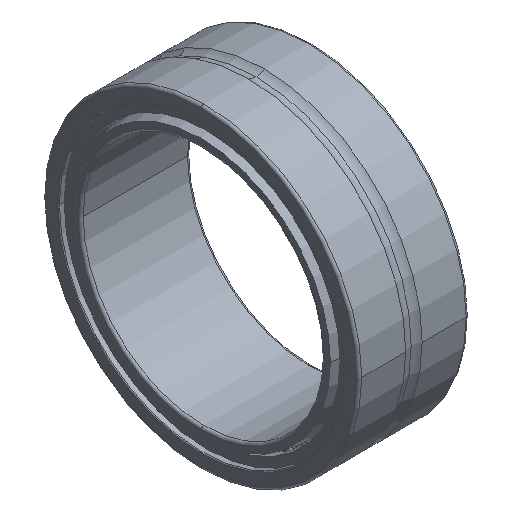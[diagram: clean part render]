
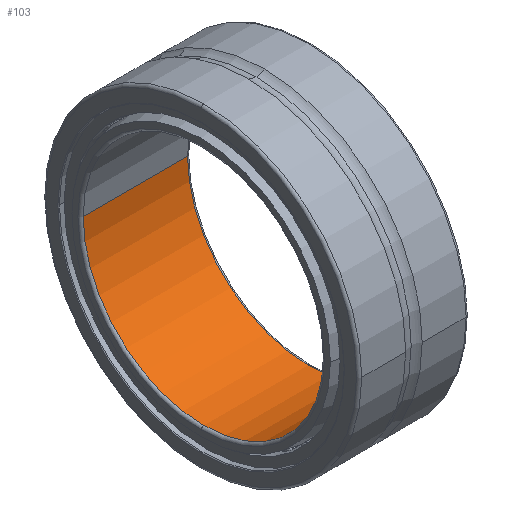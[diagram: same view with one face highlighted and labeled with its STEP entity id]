
A CAD part, isometric view. The second image highlights one B-rep face of the part: STEP entity #103.
In plain terms, the highlighted cylindrical face has radius 27.5 mm (diameter 55 mm), a partial arc.
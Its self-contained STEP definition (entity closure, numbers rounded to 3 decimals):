
#103=ADVANCED_FACE('',(#849),#850,.F.);
#849=FACE_OUTER_BOUND('',#2433,.T.);
#850=CYLINDRICAL_SURFACE('',#2434,27.5);
#2433=EDGE_LOOP('',(#4238,#4239,#4240,#4241,#4242,#4243));
#2434=AXIS2_PLACEMENT_3D('',#4244,#4245,#4246);
#4238=ORIENTED_EDGE('',*,*,#10244,.F.);
#4239=ORIENTED_EDGE('',*,*,#10239,.F.);
#4240=ORIENTED_EDGE('',*,*,#10245,.F.);
#4241=ORIENTED_EDGE('',*,*,#10246,.F.);
#4242=ORIENTED_EDGE('',*,*,#10247,.T.);
#4243=ORIENTED_EDGE('',*,*,#10248,.T.);
#4244=CARTESIAN_POINT('',(12.5,0.0,0.0));
#4245=DIRECTION('',(1.0,0.0,0.0));
#4246=DIRECTION('',(0.0,1.0,0.0));
#10239=EDGE_CURVE('',#12338,#12341,#12342,.T.);
#10244=EDGE_CURVE('',#12341,#12350,#12351,.T.);
#10245=EDGE_CURVE('',#12352,#12338,#12353,.T.);
#10246=EDGE_CURVE('',#12354,#12352,#12355,.T.);
#10247=EDGE_CURVE('',#12354,#12356,#12357,.T.);
#10248=EDGE_CURVE('',#12356,#12350,#12358,.T.);
#12338=VERTEX_POINT('',#15880);
#12341=VERTEX_POINT('',#15883);
#12342=CIRCLE('',#15884,27.5);
#12350=VERTEX_POINT('',#15892);
#12351=LINE('',#15893,#15894);
#12352=VERTEX_POINT('',#15895);
#12353=CIRCLE('',#15896,27.5);
#12354=VERTEX_POINT('',#15897);
#12355=LINE('',#15898,#15899);
#12356=VERTEX_POINT('',#15900);
#12357=CIRCLE('',#15901,27.5);
#12358=CIRCLE('',#15902,27.5);
#15880=CARTESIAN_POINT('',(0.6,0.,-27.5));
#15883=CARTESIAN_POINT('',(0.6,27.5,0.0));
#15884=AXIS2_PLACEMENT_3D('',#23115,#23116,#23117);
#15892=CARTESIAN_POINT('',(24.4,27.5,0.0));
#15893=CARTESIAN_POINT('',(12.5,27.5,0.));
#15894=VECTOR('',#23130,1.0);
#15895=CARTESIAN_POINT('',(0.6,-27.5,0.));
#15896=AXIS2_PLACEMENT_3D('',#23131,#23132,#23133);
#15897=CARTESIAN_POINT('',(24.4,-27.5,0.));
#15898=CARTESIAN_POINT('',(12.5,-27.5,0.));
#15899=VECTOR('',#23134,1.0);
#15900=CARTESIAN_POINT('',(24.4,0.,-27.5));
#15901=AXIS2_PLACEMENT_3D('',#23135,#23136,#23137);
#15902=AXIS2_PLACEMENT_3D('',#23138,#23139,#23140);
#23115=CARTESIAN_POINT('',(0.6,0.0,0.0));
#23116=DIRECTION('',(1.0,0.0,0.0));
#23117=DIRECTION('',(0.0,1.0,0.0));
#23130=DIRECTION('',(1.0,-0.0,0.0));
#23131=CARTESIAN_POINT('',(0.6,0.0,0.0));
#23132=DIRECTION('',(1.0,0.0,0.0));
#23133=DIRECTION('',(0.0,1.0,0.0));
#23134=DIRECTION('',(-1.0,-0.0,0.0));
#23135=CARTESIAN_POINT('',(24.4,0.0,0.0));
#23136=DIRECTION('',(1.0,0.0,0.0));
#23137=DIRECTION('',(0.0,1.0,0.0));
#23138=CARTESIAN_POINT('',(24.4,0.0,0.0));
#23139=DIRECTION('',(1.0,0.0,0.0));
#23140=DIRECTION('',(0.0,1.0,0.0));
